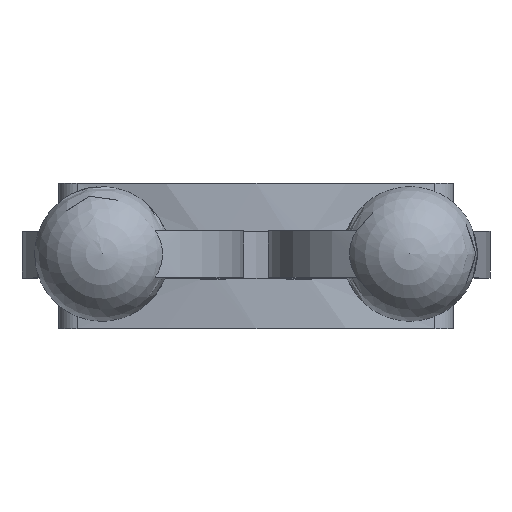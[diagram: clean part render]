
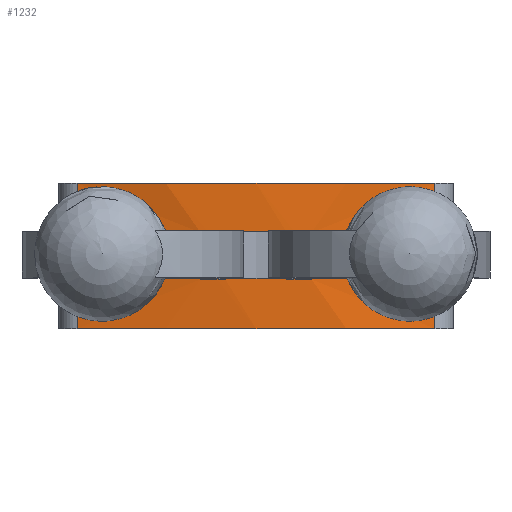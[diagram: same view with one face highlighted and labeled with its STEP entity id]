
A CAD part, top view. The second image highlights one B-rep face of the part: STEP entity #1232.
In plain terms, the highlighted cylindrical face has radius 27.564 mm (diameter 55.129 mm), a partial arc.
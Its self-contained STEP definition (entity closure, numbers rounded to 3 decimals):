
#35=CYLINDRICAL_SURFACE('',#1358,27.564);
#72=CIRCLE('',#1331,27.564);
#75=CIRCLE('',#1334,27.564);
#82=CIRCLE('',#1343,27.564);
#85=CIRCLE('',#1346,27.564);
#88=CIRCLE('',#1359,27.564);
#89=CIRCLE('',#1360,27.564);
#307=ORIENTED_EDGE('',*,*,#598,.F.);
#308=ORIENTED_EDGE('',*,*,#597,.F.);
#309=ORIENTED_EDGE('',*,*,#599,.T.);
#310=ORIENTED_EDGE('',*,*,#600,.T.);
#311=ORIENTED_EDGE('',*,*,#583,.F.);
#312=ORIENTED_EDGE('',*,*,#587,.F.);
#313=ORIENTED_EDGE('',*,*,#561,.T.);
#314=ORIENTED_EDGE('',*,*,#586,.F.);
#315=ORIENTED_EDGE('',*,*,#577,.F.);
#316=ORIENTED_EDGE('',*,*,#593,.T.);
#317=ORIENTED_EDGE('',*,*,#567,.T.);
#318=ORIENTED_EDGE('',*,*,#592,.F.);
#561=EDGE_CURVE('',#721,#720,#72,.F.);
#567=EDGE_CURVE('',#727,#726,#75,.F.);
#577=EDGE_CURVE('',#731,#732,#82,.F.);
#583=EDGE_CURVE('',#737,#738,#85,.F.);
#586=EDGE_CURVE('',#738,#720,#831,.T.);
#587=EDGE_CURVE('',#721,#737,#832,.F.);
#592=EDGE_CURVE('',#732,#726,#837,.T.);
#593=EDGE_CURVE('',#731,#727,#838,.T.);
#597=EDGE_CURVE('',#742,#740,#840,.T.);
#598=EDGE_CURVE('',#740,#743,#88,.T.);
#599=EDGE_CURVE('',#742,#744,#89,.T.);
#600=EDGE_CURVE('',#744,#743,#841,.T.);
#720=VERTEX_POINT('',#2030);
#721=VERTEX_POINT('',#2032);
#726=VERTEX_POINT('',#2042);
#727=VERTEX_POINT('',#2044);
#731=VERTEX_POINT('',#2063);
#732=VERTEX_POINT('',#2065);
#737=VERTEX_POINT('',#2075);
#738=VERTEX_POINT('',#2077);
#740=VERTEX_POINT('',#2102);
#742=VERTEX_POINT('',#2106);
#743=VERTEX_POINT('',#2110);
#744=VERTEX_POINT('',#2112);
#831=LINE('',#2085,#941);
#832=LINE('',#2087,#942);
#837=LINE('',#2096,#947);
#838=LINE('',#2098,#948);
#840=LINE('',#2107,#950);
#841=LINE('',#2113,#951);
#941=VECTOR('',#1600,1000.);
#942=VECTOR('',#1603,1000.);
#947=VECTOR('',#1616,1000.);
#948=VECTOR('',#1619,1000.);
#950=VECTOR('',#1627,1000.);
#951=VECTOR('',#1634,1000.);
#1035=EDGE_LOOP('',(#307,#308,#309,#310));
#1036=EDGE_LOOP('',(#311,#312,#313,#314));
#1037=EDGE_LOOP('',(#315,#316,#317,#318));
#1111=FACE_BOUND('',#1035,.T.);
#1112=FACE_BOUND('',#1036,.T.);
#1113=FACE_BOUND('',#1037,.T.);
#1232=ADVANCED_FACE('',(#1111,#1112,#1113),#35,.T.);
#1331=AXIS2_PLACEMENT_3D('',#2031,#1555,#1556);
#1334=AXIS2_PLACEMENT_3D('',#2043,#1564,#1565);
#1343=AXIS2_PLACEMENT_3D('',#2064,#1584,#1585);
#1346=AXIS2_PLACEMENT_3D('',#2076,#1593,#1594);
#1358=AXIS2_PLACEMENT_3D('',#2108,#1628,#1629);
#1359=AXIS2_PLACEMENT_3D('',#2109,#1630,#1631);
#1360=AXIS2_PLACEMENT_3D('',#2111,#1632,#1633);
#1555=DIRECTION('',(0.,-1.,0.));
#1556=DIRECTION('',(0.,0.,-1.));
#1564=DIRECTION('',(0.,-1.,0.));
#1565=DIRECTION('',(0.,0.,-1.));
#1584=DIRECTION('',(0.,-1.,0.));
#1585=DIRECTION('',(0.,0.,-1.));
#1593=DIRECTION('',(0.,-1.,0.));
#1594=DIRECTION('',(0.,0.,-1.));
#1600=DIRECTION('',(0.,1.,0.));
#1603=DIRECTION('',(0.,1.,0.));
#1616=DIRECTION('',(0.,1.,0.));
#1619=DIRECTION('',(0.,1.,0.));
#1627=DIRECTION('',(0.,1.,0.));
#1628=DIRECTION('',(0.,1.,0.));
#1629=DIRECTION('',(0.,0.,1.));
#1630=DIRECTION('',(0.,1.,0.));
#1631=DIRECTION('',(1.,0.,0.));
#1632=DIRECTION('',(0.,1.,0.));
#1633=DIRECTION('',(1.,0.,0.));
#1634=DIRECTION('',(0.,1.,0.));
#2030=CARTESIAN_POINT('',(2.25,0.95,-0.092));
#2031=CARTESIAN_POINT('',(0.,0.95,-27.564));
#2032=CARTESIAN_POINT('',(1.25,0.95,-0.028));
#2042=CARTESIAN_POINT('',(-1.25,0.95,-0.028));
#2043=CARTESIAN_POINT('',(0.,0.95,-27.564));
#2044=CARTESIAN_POINT('',(-2.25,0.95,-0.092));
#2063=CARTESIAN_POINT('',(-2.25,-0.95,-0.092));
#2064=CARTESIAN_POINT('',(0.,-0.95,-27.564));
#2065=CARTESIAN_POINT('',(-1.25,-0.95,-0.028));
#2075=CARTESIAN_POINT('',(1.25,-0.95,-0.028));
#2076=CARTESIAN_POINT('',(0.,-0.95,-27.564));
#2077=CARTESIAN_POINT('',(2.25,-0.95,-0.092));
#2085=CARTESIAN_POINT('',(2.25,-0.95,-0.092));
#2087=CARTESIAN_POINT('',(1.25,-2.95,-0.028));
#2096=CARTESIAN_POINT('',(-1.25,-2.95,-0.028));
#2098=CARTESIAN_POINT('',(-2.25,-0.95,-0.092));
#2102=CARTESIAN_POINT('',(-7.264,2.95,-0.974));
#2106=CARTESIAN_POINT('',(-7.264,-2.95,-0.974));
#2107=CARTESIAN_POINT('',(-7.264,-2.95,-0.974));
#2108=CARTESIAN_POINT('',(0.,-2.95,-27.564));
#2109=CARTESIAN_POINT('',(0.,2.95,-27.564));
#2110=CARTESIAN_POINT('',(7.264,2.95,-0.974));
#2111=CARTESIAN_POINT('',(0.,-2.95,-27.564));
#2112=CARTESIAN_POINT('',(7.264,-2.95,-0.974));
#2113=CARTESIAN_POINT('',(7.264,-2.95,-0.974));
